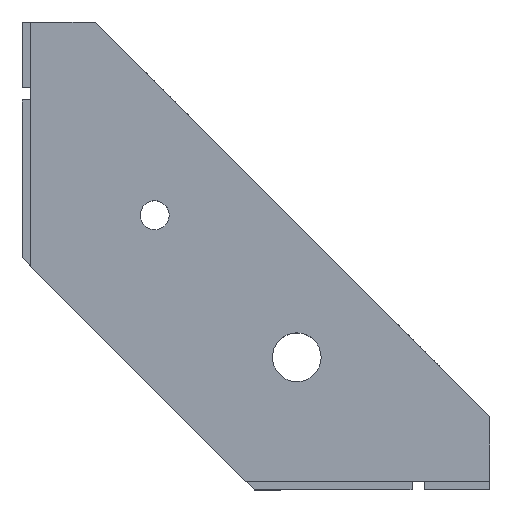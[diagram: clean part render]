
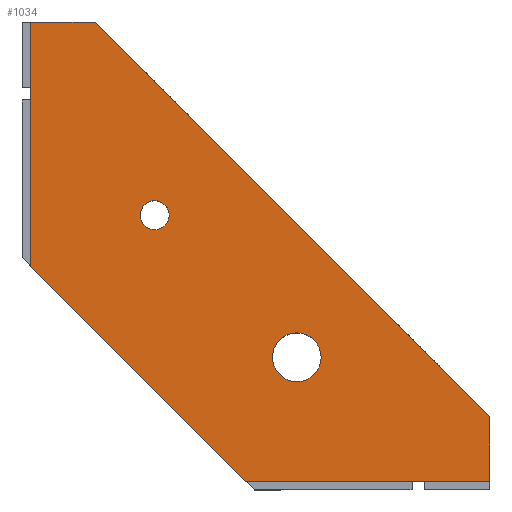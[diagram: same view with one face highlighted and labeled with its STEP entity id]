
A CAD part, top view. The second image highlights one B-rep face of the part: STEP entity #1034.
In plain terms, the highlighted planar face has unit normal (0, 0, 1).
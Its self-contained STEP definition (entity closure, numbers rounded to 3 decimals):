
#620=CARTESIAN_POINT('',(0.,75.,32.));
#621=VERTEX_POINT('',#620);
#628=CARTESIAN_POINT('',(0.,160.,32.));
#629=VERTEX_POINT('',#628);
#630=CARTESIAN_POINT('',(0.,160.,32.));
#631=DIRECTION('',(0.0,-1.0,0.0));
#632=VECTOR('',#631,85.);
#633=LINE('',#630,#632);
#634=EDGE_CURVE('',#629,#621,#633,.T.);
#762=CARTESIAN_POINT('',(43.2,87.647,32.));
#763=VERTEX_POINT('',#762);
#764=CARTESIAN_POINT('',(43.2,92.7,32.));
#765=DIRECTION('',(0.0,0.0,-1.0));
#766=DIRECTION('',(0.0,-1.0,0.0));
#767=AXIS2_PLACEMENT_3D('',#764,#765,#766);
#768=CIRCLE('',#767,5.053);
#769=EDGE_CURVE('',#763,#763,#768,.T.);
#811=CARTESIAN_POINT('',(92.7,34.7,32.));
#812=VERTEX_POINT('',#811);
#813=CARTESIAN_POINT('',(92.7,43.2,32.));
#814=DIRECTION('',(0.0,0.0,-1.0));
#815=DIRECTION('',(0.0,-1.0,0.0));
#816=AXIS2_PLACEMENT_3D('',#813,#814,#815);
#817=CIRCLE('',#816,8.5);
#818=EDGE_CURVE('',#812,#812,#817,.T.);
#838=CARTESIAN_POINT('',(160.0,22.48,32.));
#839=VERTEX_POINT('',#838);
#846=CARTESIAN_POINT('',(160.,0.,32.));
#847=VERTEX_POINT('',#846);
#848=CARTESIAN_POINT('',(160.0,22.48,32.));
#849=DIRECTION('',(0.0,-1.0,0.0));
#850=VECTOR('',#849,22.48);
#851=LINE('',#848,#850);
#852=EDGE_CURVE('',#839,#847,#851,.T.);
#955=CARTESIAN_POINT('',(75.,0.,32.));
#956=VERTEX_POINT('',#955);
#957=CARTESIAN_POINT('',(75.,0.,32.));
#958=DIRECTION('',(1.0,0.0,0.0));
#959=VECTOR('',#958,85.);
#960=LINE('',#957,#959);
#961=EDGE_CURVE('',#956,#847,#960,.T.);
#982=CARTESIAN_POINT('',(75.,0.,32.));
#983=DIRECTION('',(-0.707,0.707,0.));
#984=VECTOR('',#983,106.066);
#985=LINE('',#982,#984);
#986=EDGE_CURVE('',#956,#621,#985,.T.);
#1003=CARTESIAN_POINT('',(-8.,168.,32.));
#1004=DIRECTION('',(0.0,0.0,1.0));
#1005=DIRECTION('',(0.0,-1.0,0.0));
#1006=AXIS2_PLACEMENT_3D('',#1003,#1004,#1005);
#1007=PLANE('',#1006);
#1008=ORIENTED_EDGE('',*,*,#961,.T.);
#1009=ORIENTED_EDGE('',*,*,#852,.F.);
#1010=CARTESIAN_POINT('',(22.48,160.,32.));
#1011=VERTEX_POINT('',#1010);
#1012=CARTESIAN_POINT('',(22.48,160.,32.));
#1013=DIRECTION('',(0.707,-0.707,0.0));
#1014=VECTOR('',#1013,194.482);
#1015=LINE('',#1012,#1014);
#1016=EDGE_CURVE('',#1011,#839,#1015,.T.);
#1017=ORIENTED_EDGE('',*,*,#1016,.F.);
#1018=CARTESIAN_POINT('',(0.,160.,32.));
#1019=DIRECTION('',(1.0,0.0,0.0));
#1020=VECTOR('',#1019,22.48);
#1021=LINE('',#1018,#1020);
#1022=EDGE_CURVE('',#629,#1011,#1021,.T.);
#1023=ORIENTED_EDGE('',*,*,#1022,.F.);
#1024=ORIENTED_EDGE('',*,*,#634,.T.);
#1025=ORIENTED_EDGE('',*,*,#986,.F.);
#1026=EDGE_LOOP('',(#1008,#1009,#1017,#1023,#1024,#1025));
#1027=FACE_OUTER_BOUND('',#1026,.T.);
#1028=ORIENTED_EDGE('',*,*,#769,.T.);
#1029=EDGE_LOOP('',(#1028));
#1030=FACE_BOUND('',#1029,.T.);
#1031=ORIENTED_EDGE('',*,*,#818,.T.);
#1032=EDGE_LOOP('',(#1031));
#1033=FACE_BOUND('',#1032,.T.);
#1034=ADVANCED_FACE('',(#1027,#1030,#1033),#1007,.T.);
